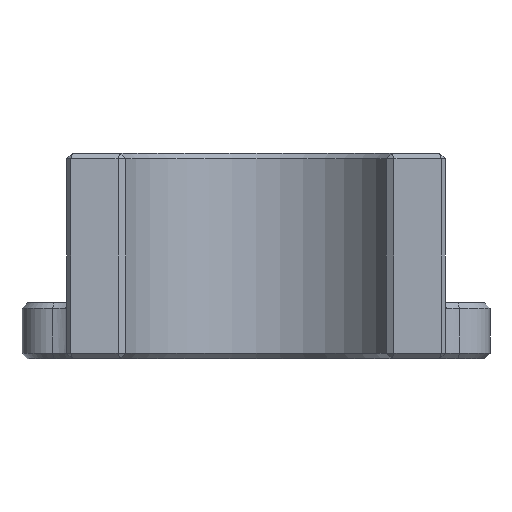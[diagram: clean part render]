
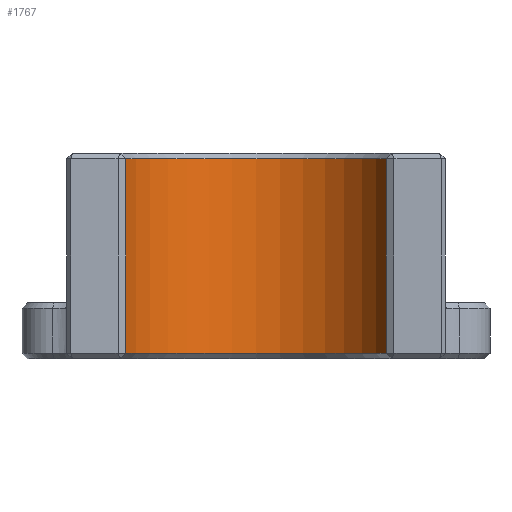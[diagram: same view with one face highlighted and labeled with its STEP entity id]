
A CAD part, front view. The second image highlights one B-rep face of the part: STEP entity #1767.
In plain terms, the highlighted cylindrical face has radius 7.5 mm (diameter 15 mm), a partial arc.
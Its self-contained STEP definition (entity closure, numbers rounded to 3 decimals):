
#207=FACE_OUTER_BOUND('',#322,.T.);
#322=EDGE_LOOP('',(#1593,#1594,#1595,#1596));
#394=CIRCLE('',#1935,7.5);
#396=CIRCLE('',#1939,7.5);
#538=LINE('',#5342,#659);
#545=LINE('',#5363,#666);
#659=VECTOR('',#2244,10.);
#666=VECTOR('',#2257,10.);
#832=VERTEX_POINT('',#5316);
#837=VERTEX_POINT('',#5328);
#839=VERTEX_POINT('',#5336);
#843=VERTEX_POINT('',#5354);
#1056=EDGE_CURVE('',#832,#839,#538,.T.);
#1065=EDGE_CURVE('',#843,#837,#545,.T.);
#1107=EDGE_CURVE('',#839,#843,#394,.T.);
#1111=EDGE_CURVE('',#837,#832,#396,.T.);
#1593=ORIENTED_EDGE('',*,*,#1065,.F.);
#1594=ORIENTED_EDGE('',*,*,#1107,.F.);
#1595=ORIENTED_EDGE('',*,*,#1056,.F.);
#1596=ORIENTED_EDGE('',*,*,#1111,.F.);
#1663=CYLINDRICAL_SURFACE('',#1941,7.5);
#1767=ADVANCED_FACE('',(#207),#1663,.F.);
#1935=AXIS2_PLACEMENT_3D('',#5449,#2354,#2355);
#1939=AXIS2_PLACEMENT_3D('',#5455,#2364,#2365);
#1941=AXIS2_PLACEMENT_3D('',#5458,#2369,#2370);
#2244=DIRECTION('',(0.,0.,-1.));
#2257=DIRECTION('',(0.,0.,1.));
#2354=DIRECTION('center_axis',(0.,0.,1.));
#2355=DIRECTION('ref_axis',(1.,0.,0.));
#2364=DIRECTION('center_axis',(0.,0.,-1.));
#2365=DIRECTION('ref_axis',(1.,0.,0.));
#2369=DIRECTION('center_axis',(0.,0.,-1.));
#2370=DIRECTION('ref_axis',(1.,0.,0.));
#5316=CARTESIAN_POINT('',(6.965,-12.219,7.7));
#5328=CARTESIAN_POINT('',(-6.965,-12.219,7.7));
#5336=CARTESIAN_POINT('',(6.965,-12.219,-2.7));
#5342=CARTESIAN_POINT('',(6.965,-12.219,0.));
#5354=CARTESIAN_POINT('',(-6.965,-12.219,-2.7));
#5363=CARTESIAN_POINT('',(-6.965,-12.219,0.));
#5449=CARTESIAN_POINT('Origin',(0.,-15.,-2.7));
#5455=CARTESIAN_POINT('Origin',(0.,-15.,7.7));
#5458=CARTESIAN_POINT('Origin',(0.,-15.,0.));
